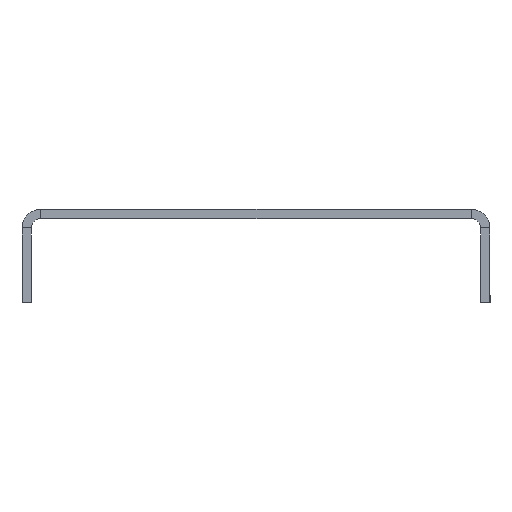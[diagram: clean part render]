
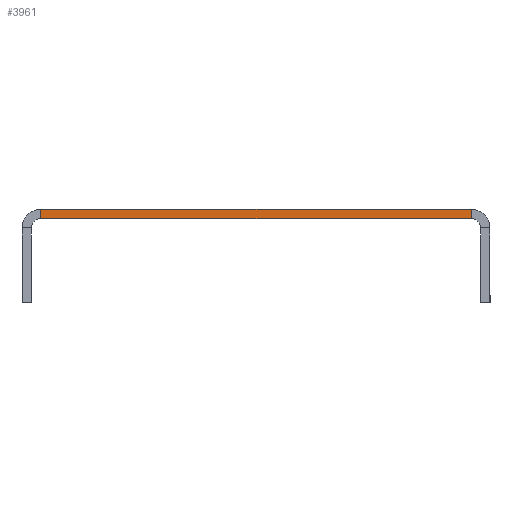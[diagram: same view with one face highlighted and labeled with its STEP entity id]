
A CAD part, left-side view. The second image highlights one B-rep face of the part: STEP entity #3961.
In plain terms, the highlighted planar face has unit normal (-1, 0, 0).
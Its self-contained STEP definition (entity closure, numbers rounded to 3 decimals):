
#111 = VECTOR ( 'NONE', #3141, 1000. ) ;
#159 = CARTESIAN_POINT ( 'NONE',  ( 0., 48., -1. ) ) ;
#205 = EDGE_LOOP ( 'NONE', ( #265, #1959, #3053, #2708 ) ) ;
#265 = ORIENTED_EDGE ( 'NONE', *, *, #2092, .T. ) ;
#435 = CARTESIAN_POINT ( 'NONE',  ( 0., 2., -1. ) ) ;
#499 = CARTESIAN_POINT ( 'NONE',  ( 0., 0., -1. ) ) ;
#661 = LINE ( 'NONE', #1874, #877 ) ;
#664 = VERTEX_POINT ( 'NONE', #2476 ) ;
#706 = EDGE_CURVE ( 'NONE', #664, #1398, #661, .T. ) ;
#877 = VECTOR ( 'NONE', #3517, 1000. ) ;
#954 = EDGE_CURVE ( 'NONE', #1066, #1398, #2182, .T. ) ;
#1066 = VERTEX_POINT ( 'NONE', #435 ) ;
#1253 = CARTESIAN_POINT ( 'NONE',  ( 0., 2., 0. ) ) ;
#1398 = VERTEX_POINT ( 'NONE', #1253 ) ;
#1763 = DIRECTION ( 'NONE',  ( 0., -1., 0. ) ) ;
#1869 = CARTESIAN_POINT ( 'NONE',  ( 0., 2., -1. ) ) ;
#1874 = CARTESIAN_POINT ( 'NONE',  ( 0., 0., 0. ) ) ;
#1959 = ORIENTED_EDGE ( 'NONE', *, *, #954, .T. ) ;
#2071 = CARTESIAN_POINT ( 'NONE',  ( 0., 48., -1. ) ) ;
#2092 = EDGE_CURVE ( 'NONE', #2960, #1066, #3651, .T. ) ;
#2098 = PLANE ( 'NONE',  #3541 ) ;
#2182 = LINE ( 'NONE', #1869, #111 ) ;
#2187 = VECTOR ( 'NONE', #1763, 1000. ) ;
#2458 = LINE ( 'NONE', #159, #2555 ) ;
#2476 = CARTESIAN_POINT ( 'NONE',  ( 0., 48., 0. ) ) ;
#2555 = VECTOR ( 'NONE', #3943, 1000. ) ;
#2708 = ORIENTED_EDGE ( 'NONE', *, *, #4056, .F. ) ;
#2747 = FACE_OUTER_BOUND ( 'NONE', #205, .T. ) ;
#2960 = VERTEX_POINT ( 'NONE', #2071 ) ;
#3053 = ORIENTED_EDGE ( 'NONE', *, *, #706, .F. ) ;
#3141 = DIRECTION ( 'NONE',  ( 0., 0., 1. ) ) ;
#3371 = CARTESIAN_POINT ( 'NONE',  ( 0., 0., -1. ) ) ;
#3517 = DIRECTION ( 'NONE',  ( 0., -1., 0. ) ) ;
#3541 = AXIS2_PLACEMENT_3D ( 'NONE', #3371, #4036, #3654 ) ;
#3651 = LINE ( 'NONE', #499, #2187 ) ;
#3654 = DIRECTION ( 'NONE',  ( 0., 0., 1. ) ) ;
#3943 = DIRECTION ( 'NONE',  ( 0., 0., 1. ) ) ;
#3961 = ADVANCED_FACE ( 'NONE', ( #2747 ), #2098, .T. ) ;
#4036 = DIRECTION ( 'NONE',  ( -1., 0., 0. ) ) ;
#4056 = EDGE_CURVE ( 'NONE', #2960, #664, #2458, .T. ) ;
